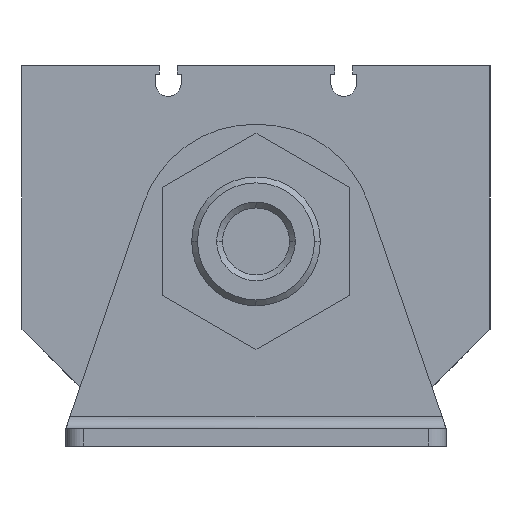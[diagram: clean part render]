
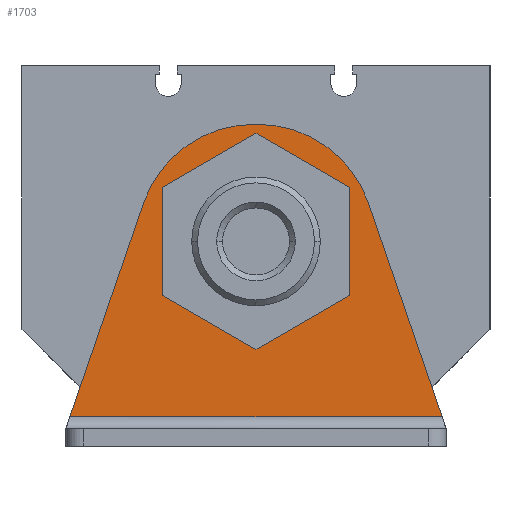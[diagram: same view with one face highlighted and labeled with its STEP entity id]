
A CAD part, left-side view. The second image highlights one B-rep face of the part: STEP entity #1703.
In plain terms, the highlighted planar face has unit normal (-1, 0, 0).
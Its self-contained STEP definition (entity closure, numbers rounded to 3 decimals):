
#1471=CARTESIAN_POINT('',(-3.,-16.,9.238));
#1472=VERTEX_POINT('Vertex76',#1471);
#1479=CARTESIAN_POINT('',(-3.,0.,18.475));
#1480=VERTEX_POINT('Vertex77',#1479);
#1481=CARTESIAN_POINT('',(-3.,-8.,13.856));
#1482=DIRECTION('',(0.,-0.866,-0.5));
#1483=VECTOR('',#1482,1.);
#1484=LINE('nurbsCrv121',#1481,#1483);
#1485=EDGE_CURVE('Edge121',#1480,#1472,#1484,.T.);
#1502=CARTESIAN_POINT('',(-3.,-16.,-9.238));
#1503=VERTEX_POINT('Vertex78',#1502);
#1510=CARTESIAN_POINT('',(-3.,-16.,0.));
#1511=DIRECTION('',(0.,0.,-1.));
#1512=VECTOR('',#1511,1.);
#1513=LINE('nurbsCrv124',#1510,#1512);
#1514=EDGE_CURVE('Edge124',#1472,#1503,#1513,.T.);
#1527=CARTESIAN_POINT('',(-3.,16.,9.238));
#1528=VERTEX_POINT('Vertex79',#1527);
#1529=CARTESIAN_POINT('',(-3.,8.,13.856));
#1530=DIRECTION('',(0.,-0.866,0.5));
#1531=VECTOR('',#1530,1.);
#1532=LINE('nurbsCrv125',#1529,#1531);
#1533=EDGE_CURVE('Edge125',#1528,#1480,#1532,.T.);
#1551=CARTESIAN_POINT('',(-3.,16.,-9.238));
#1552=VERTEX_POINT('Vertex80',#1551);
#1553=CARTESIAN_POINT('',(-3.,16.,0.));
#1554=DIRECTION('',(0.,0.,1.));
#1555=VECTOR('',#1554,1.);
#1556=LINE('nurbsCrv127',#1553,#1555);
#1557=EDGE_CURVE('Edge127',#1552,#1528,#1556,.T.);
#1574=CARTESIAN_POINT('',(-3.,0.,-18.475));
#1575=VERTEX_POINT('Vertex81',#1574);
#1582=CARTESIAN_POINT('',(-3.,-8.,-13.856));
#1583=DIRECTION('',(0.,0.866,-0.5)
);
#1584=VECTOR('',#1583,1.);
#1585=LINE('nurbsCrv130',#1582,#1584);
#1586=EDGE_CURVE('Edge130',#1503,#1575,#1585,.T.);
#1599=CARTESIAN_POINT('',(-3.,8.,-13.856));
#1600=DIRECTION('',(0.,0.866,0.5));
#1601=VECTOR('',#1600,1.);
#1602=LINE('nurbsCrv131',#1599,#1601);
#1603=EDGE_CURVE('Edge131',#1575,#1552,#1602,.T.);
#1614=CARTESIAN_POINT('',(-3.,-31.811,-30.));
#1615=VERTEX_POINT('Vertex82',#1614);
#1623=CARTESIAN_POINT('',(-3.,31.811,-30.)
);
#1624=VERTEX_POINT('Vertex83',#1623);
#1625=CARTESIAN_POINT('',(-3.,0.,
-30.));
#1626=DIRECTION('',(0.,-1.,0.));
#1627=VECTOR('',#1626,1.);
#1628=LINE('nurbsCrv133',#1625,#1627);
#1629=EDGE_CURVE('Edge133',#1624,#1615,#1628,.T.);
#1647=CARTESIAN_POINT('',(-3.,-19.239,6.511));
#1648=VERTEX_POINT('Vertex84',#1647);
#1649=CARTESIAN_POINT('',(-3.,-25.525,-11.744)
);
#1650=DIRECTION('',(0.,-0.326,-0.946)
);
#1651=VECTOR('',#1650,1.);
#1652=LINE('nurbsCrv135',#1649,#1651);
#1653=EDGE_CURVE('Edge135',#1648,#1615,#1652,.T.);
#1654=ORIENTED_EDGE('Edgeuse252',*,*,#1653,.F.);
#1655=CARTESIAN_POINT('',(-3.,-0.329,20.));
#1656=VERTEX_POINT('Vertex85',#1655);
#1657=CARTESIAN_POINT('',(-3.,-0.329,0.));
#1658=DIRECTION('',(1.,0.,0.));
#1659=DIRECTION('',(0.,0.,1.));
#1660=AXIS2_PLACEMENT_3D('',#1657,#1658,#1659);
#1661=CIRCLE('nurbsCrv136',#1660,20.);
#1662=EDGE_CURVE('Edge136',#1656,#1648,#1661,.T.);
#1663=ORIENTED_EDGE('Edgeuse253',*,*,#1662,.F.);
#1664=CARTESIAN_POINT('',(-3.,0.329,20.));
#1665=VERTEX_POINT('Vertex86',#1664);
#1666=CARTESIAN_POINT('',(-3.,0.,20.));
#1667=DIRECTION('',(0.,1.,0.));
#1668=VECTOR('',#1667,1.);
#1669=LINE('nurbsCrv137',#1666,#1668);
#1670=EDGE_CURVE('Edge137',#1656,#1665,#1669,.T.);
#1671=ORIENTED_EDGE('Edgeuse254',*,*,#1670,.T.);
#1672=CARTESIAN_POINT('',(-3.,19.239,6.511));
#1673=VERTEX_POINT('Vertex87',#1672);
#1674=CARTESIAN_POINT('',(-3.,0.329,0.));
#1675=DIRECTION('',(1.,0.,0.));
#1676=DIRECTION('',(0.,0.946,0.326));
#1677=AXIS2_PLACEMENT_3D('',#1674,#1675,#1676);
#1678=CIRCLE('nurbsCrv138',#1677,20.);
#1679=EDGE_CURVE('Edge138',#1673,#1665,#1678,.T.);
#1680=ORIENTED_EDGE('Edgeuse255',*,*,#1679,.F.);
#1681=CARTESIAN_POINT('',(-3.,25.525,-11.744)
);
#1682=DIRECTION('',(0.,-0.326,0.946
));
#1683=VECTOR('',#1682,1.);
#1684=LINE('nurbsCrv139',#1681,#1683);
#1685=EDGE_CURVE('Edge139',#1624,#1673,#1684,.T.);
#1686=ORIENTED_EDGE('Edgeuse256',*,*,#1685,.F.);
#1687=ORIENTED_EDGE('Edgeuse257',*,*,#1629,.T.);
#1688=EDGE_LOOP('',(#1654,#1663,#1671,#1680,#1686,#1687));
#1689=FACE_OUTER_BOUND('',#1688,.T.);
#1690=ORIENTED_EDGE('Edgeuse258',*,*,#1603,.T.);
#1691=ORIENTED_EDGE('Edgeuse259',*,*,#1557,.T.);
#1692=ORIENTED_EDGE('Edgeuse260',*,*,#1533,.T.);
#1693=ORIENTED_EDGE('Edgeuse261',*,*,#1485,.T.);
#1694=ORIENTED_EDGE('Edgeuse262',*,*,#1514,.T.);
#1695=ORIENTED_EDGE('Edgeuse263',*,*,#1586,.T.);
#1696=EDGE_LOOP('',(#1690,#1691,#1692,#1693,#1694,#1695));
#1697=FACE_BOUND('',#1696,.T.);
#1698=CARTESIAN_POINT('',(-3.,0.,-5.));
#1699=DIRECTION('',(-1.,0.,0.));
#1700=DIRECTION('',(0.,0.,1.));
#1701=AXIS2_PLACEMENT_3D('',#1698,#1699,#1700);
#1702=PLANE('nurbsSrf57',#1701);
#1703=ADVANCED_FACE('Face57',(#1689,#1697),#1702,.T.);
